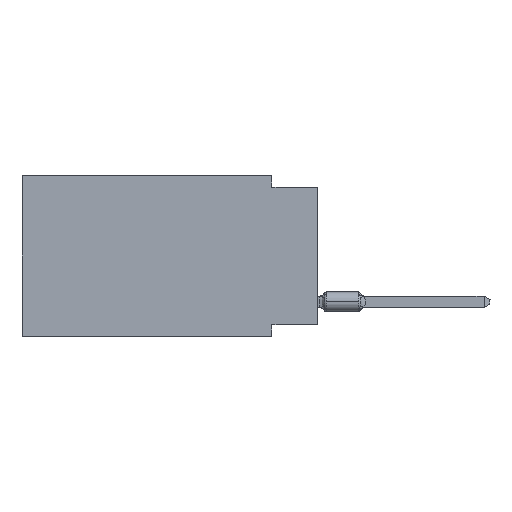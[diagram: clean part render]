
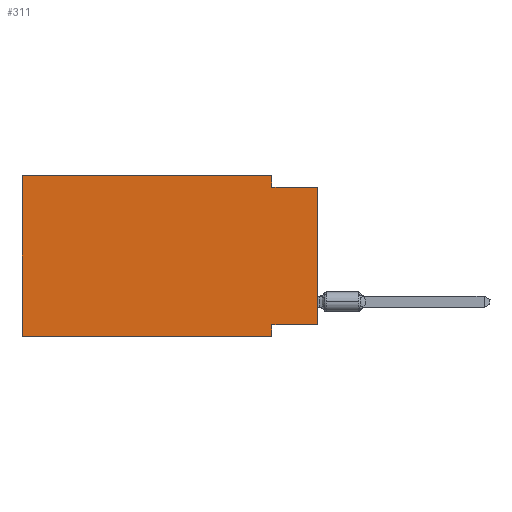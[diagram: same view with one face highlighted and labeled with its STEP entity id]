
A CAD part, left-side view. The second image highlights one B-rep face of the part: STEP entity #311.
In plain terms, the highlighted planar face has unit normal (-1, 0, 0).
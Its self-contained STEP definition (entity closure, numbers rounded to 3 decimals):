
#311 = ADVANCED_FACE ( 'NONE', ( #15326 ), #10540, .F. ) ;
#517 = VECTOR ( 'NONE', #55393, 1000. ) ;
#546 = EDGE_CURVE ( 'NONE', #62450, #32034, #55462, .T. ) ;
#1195 = LINE ( 'NONE', #16640, #45564 ) ;
#3038 = VECTOR ( 'NONE', #60123, 1000. ) ;
#4334 = VERTEX_POINT ( 'NONE', #17073 ) ;
#7132 = CARTESIAN_POINT ( 'NONE',  ( 0., 2.54, -8.89 ) ) ;
#8615 = LINE ( 'NONE', #18545, #52908 ) ;
#10497 = EDGE_CURVE ( 'NONE', #4334, #40924, #26361, .T. ) ;
#10540 = PLANE ( 'NONE',  #37235 ) ;
#11074 = CARTESIAN_POINT ( 'NONE',  ( 0., 2.54, -8.255 ) ) ;
#14576 = CARTESIAN_POINT ( 'NONE',  ( 0., 0., -0.635 ) ) ;
#15326 = FACE_OUTER_BOUND ( 'NONE', #16869, .T. ) ;
#16640 = CARTESIAN_POINT ( 'NONE',  ( 0., 2.54, 0. ) ) ;
#16869 = EDGE_LOOP ( 'NONE', ( #32798, #42967, #38122, #64192, #65074, #18640, #35988, #54456 ) ) ;
#17073 = CARTESIAN_POINT ( 'NONE',  ( 0., 16.383, -8.89 ) ) ;
#17567 = VECTOR ( 'NONE', #56456, 1000. ) ;
#18256 = LINE ( 'NONE', #39167, #3038 ) ;
#18322 = EDGE_CURVE ( 'NONE', #64861, #23610, #34449, .T. ) ;
#18476 = VECTOR ( 'NONE', #41925, 1000. ) ;
#18545 = CARTESIAN_POINT ( 'NONE',  ( 0., 16.383, 0. ) ) ;
#18640 = ORIENTED_EDGE ( 'NONE', *, *, #23531, .T. ) ;
#19941 = CARTESIAN_POINT ( 'NONE',  ( 0., 2.54, -0.635 ) ) ;
#23531 = EDGE_CURVE ( 'NONE', #4334, #47634, #58077, .T. ) ;
#23610 = VERTEX_POINT ( 'NONE', #11074 ) ;
#25330 = EDGE_CURVE ( 'NONE', #57542, #62450, #1195, .T. ) ;
#26361 = LINE ( 'NONE', #61713, #63459 ) ;
#29395 = CARTESIAN_POINT ( 'NONE',  ( 0., 0., -0.635 ) ) ;
#29647 = VECTOR ( 'NONE', #43139, 1000. ) ;
#30595 = CARTESIAN_POINT ( 'NONE',  ( 0., 16.383, 0. ) ) ;
#30790 = CARTESIAN_POINT ( 'NONE',  ( 0., 16.383, 0. ) ) ;
#31466 = DIRECTION ( 'NONE',  ( 1., 0., 0. ) ) ;
#32034 = VERTEX_POINT ( 'NONE', #14576 ) ;
#32798 = ORIENTED_EDGE ( 'NONE', *, *, #52484, .T. ) ;
#34449 = LINE ( 'NONE', #39922, #517 ) ;
#35988 = ORIENTED_EDGE ( 'NONE', *, *, #55382, .F. ) ;
#37235 = AXIS2_PLACEMENT_3D ( 'NONE', #30790, #31466, #67817 ) ;
#38122 = ORIENTED_EDGE ( 'NONE', *, *, #25330, .F. ) ;
#39167 = CARTESIAN_POINT ( 'NONE',  ( 0., 0., 0. ) ) ;
#39922 = CARTESIAN_POINT ( 'NONE',  ( 0., 0., -8.255 ) ) ;
#40924 = VERTEX_POINT ( 'NONE', #30595 ) ;
#41102 = DIRECTION ( 'NONE',  ( 0., 0., 1. ) ) ;
#41925 = DIRECTION ( 'NONE',  ( 0., -1., 0. ) ) ;
#42967 = ORIENTED_EDGE ( 'NONE', *, *, #546, .F. ) ;
#43139 = DIRECTION ( 'NONE',  ( 0., 0., -1. ) ) ;
#44011 = CARTESIAN_POINT ( 'NONE',  ( 0., 2.54, 0. ) ) ;
#44148 = EDGE_CURVE ( 'NONE', #40924, #57542, #8615, .T. ) ;
#45564 = VECTOR ( 'NONE', #47495, 1000. ) ;
#47495 = DIRECTION ( 'NONE',  ( 0., 0., -1. ) ) ;
#47634 = VERTEX_POINT ( 'NONE', #65201 ) ;
#52430 = CARTESIAN_POINT ( 'NONE',  ( 0., 0., -8.255 ) ) ;
#52484 = EDGE_CURVE ( 'NONE', #64861, #32034, #18256, .T. ) ;
#52908 = VECTOR ( 'NONE', #60417, 1000. ) ;
#54109 = LINE ( 'NONE', #7132, #29647 ) ;
#54456 = ORIENTED_EDGE ( 'NONE', *, *, #18322, .F. ) ;
#55382 = EDGE_CURVE ( 'NONE', #23610, #47634, #54109, .T. ) ;
#55393 = DIRECTION ( 'NONE',  ( 0., 1., 0. ) ) ;
#55462 = LINE ( 'NONE', #29395, #17567 ) ;
#56456 = DIRECTION ( 'NONE',  ( 0., -1., 0. ) ) ;
#57542 = VERTEX_POINT ( 'NONE', #44011 ) ;
#57729 = CARTESIAN_POINT ( 'NONE',  ( 0., 16.383, -8.89 ) ) ;
#58077 = LINE ( 'NONE', #57729, #18476 ) ;
#60123 = DIRECTION ( 'NONE',  ( 0., 0., 1. ) ) ;
#60417 = DIRECTION ( 'NONE',  ( 0., -1., 0. ) ) ;
#61713 = CARTESIAN_POINT ( 'NONE',  ( 0., 16.383, 0. ) ) ;
#62450 = VERTEX_POINT ( 'NONE', #19941 ) ;
#63459 = VECTOR ( 'NONE', #41102, 1000. ) ;
#64192 = ORIENTED_EDGE ( 'NONE', *, *, #44148, .F. ) ;
#64861 = VERTEX_POINT ( 'NONE', #52430 ) ;
#65074 = ORIENTED_EDGE ( 'NONE', *, *, #10497, .F. ) ;
#65201 = CARTESIAN_POINT ( 'NONE',  ( 0., 2.54, -8.89 ) ) ;
#67817 = DIRECTION ( 'NONE',  ( 0., 0., -1. ) ) ;
